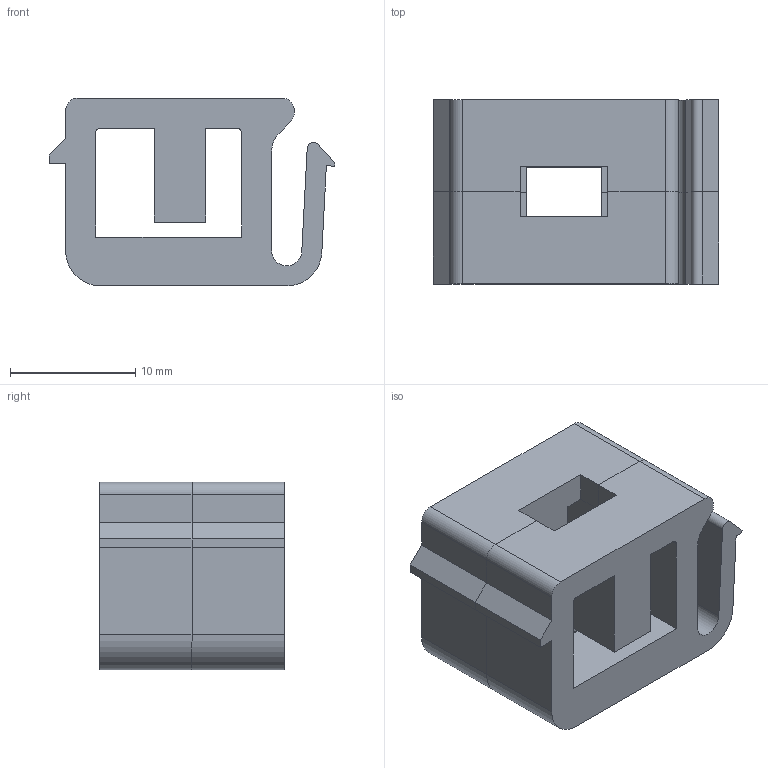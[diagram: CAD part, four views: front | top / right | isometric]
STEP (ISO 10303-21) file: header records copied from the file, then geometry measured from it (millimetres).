
FILE_DESCRIPTION(/* description */ ('STEP AP242','CAx-IF Rec.Pracs.---Representation and Presentation of Product Manufacturing Information (PMI)---4.0---2014-10-13','CAx-IF Rec.Pracs.---3D Tessellated Geometry---0.4---2014-09-14','2;1'),/* implementation_level */ '2;1');
FILE_NAME(/* name */ '635c0b0753d5575f1442991c',/* time_stamp */ '2022-10-28T17:01:59+00:00',/* author */ (''),/* organization */ (''),/* preprocessor_version */ 'ST-DEVELOPER v18.102',/* originating_system */ ' ',/* authorisation */ ' ');
FILE_SCHEMA (('AP242_MANAGED_MODEL_BASED_3D_ENGINEERING_MIM_LF { 1 0 10303 442 1 1 4 }'));
Length unit declared in the file: metre
Products named in the file (2): Keystone Blank
Bounding box: 22.77 x 14.7 x 15 mm (x, y, z)
Volume: 2677.6 mm3; surface area: 2839.8 mm2
Topology: 2 solids, 2 shells, 84 faces, 246 edges, 164 vertices
Faces by surface type: plane 64, cylinder 20
Entity records: 2825 total; most frequent: CARTESIAN_POINT 496, ORIENTED_EDGE 492, DIRECTION 458, EDGE_CURVE 246, LINE 206, VECTOR 206, VERTEX_POINT 164, AXIS2_PLACEMENT_3D 126
